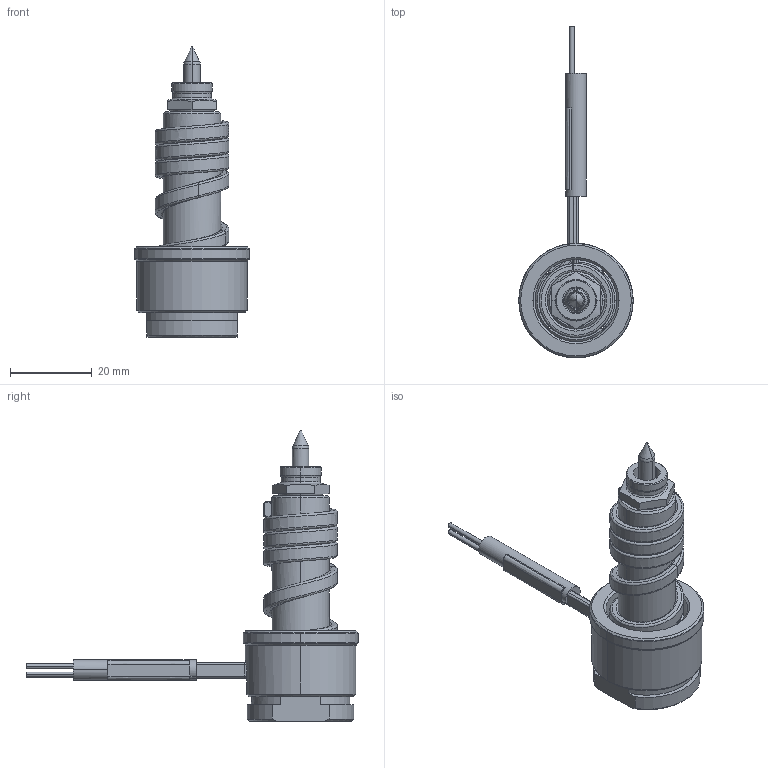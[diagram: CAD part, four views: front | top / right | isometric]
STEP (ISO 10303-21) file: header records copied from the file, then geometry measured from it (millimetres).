
FILE_DESCRIPTION((''),'2;1');
FILE_NAME('ML-66-BKV-N','2014-03-03T',('Íàòàëüÿ'),('IMID'),'PRO/ENGINEER BY PARAMETRIC TECHNOLOGY CORPORATION, 2010180','PRO/ENGINEER BY PARAMETRIC TECHNOLOGY CORPORATION, 2010180','');
FILE_SCHEMA(('CONFIG_CONTROL_DESIGN'));
Length unit declared in the file: millimetre
Products named in the file (1): ML-66-BKV-N
Bounding box: 28 x 81 x 71.2 mm (x, y, z)
Volume: 17471.3 mm3; surface area: 12330.1 mm2
Topology: 1 solids, 9 shells, 325 faces, 846 edges, 503 vertices
Faces by surface type: cylinder 104, cone 60, plane 58, bspline 53, torus 30, revolution 9, extrusion 7, sphere 4
Entity records: 15773 total; most frequent: CARTESIAN_POINT 8108, ORIENTED_EDGE 1660, DIRECTION 1508, EDGE_CURVE 842, AXIS2_PLACEMENT_3D 610, VERTEX_POINT 503, CIRCLE 353, EDGE_LOOP 351
